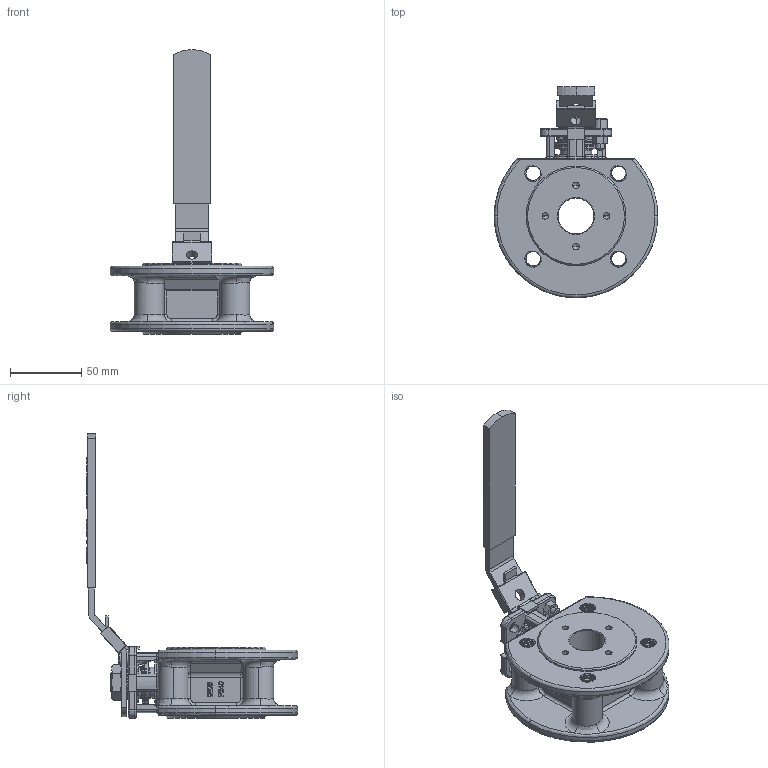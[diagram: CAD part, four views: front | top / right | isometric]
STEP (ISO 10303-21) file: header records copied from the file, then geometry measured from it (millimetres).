
FILE_DESCRIPTION (( 'STEP AP214' ), '1' );
FILE_NAME ('KH156-Kompaktkugelhahn-DN25-PN40-Handhebel-Fergo.STEP', '2022-10-19T12:47:04', ( '' ), ( '' ), 'SwSTEP 2.0', 'SolidWorks 2022', '' );
FILE_SCHEMA (( 'AUTOMOTIVE_DESIGN' ));
Length unit declared in the file: millimetre
Products named in the file (1): KH156-Kompaktkugelhahn-DN25-PN40-Handhebel-Fergo
Bounding box: 115 x 148.5 x 200 mm (x, y, z)
Volume: 321501.6 mm3; surface area: 85202.6 mm2
Topology: 4 solids, 4 shells, 1419 faces, 3965 edges, 2525 vertices
Faces by surface type: cylinder 563, plane 517, bspline 176, torus 75, cone 67, sphere 21
Entity records: 85311 total; most frequent: CARTESIAN_POINT 51623, ORIENTED_EDGE 7864, DIRECTION 5913, EDGE_CURVE 3932, VERTEX_POINT 2525, LINE 2011, VECTOR 2011, AXIS2_PLACEMENT_3D 1951
